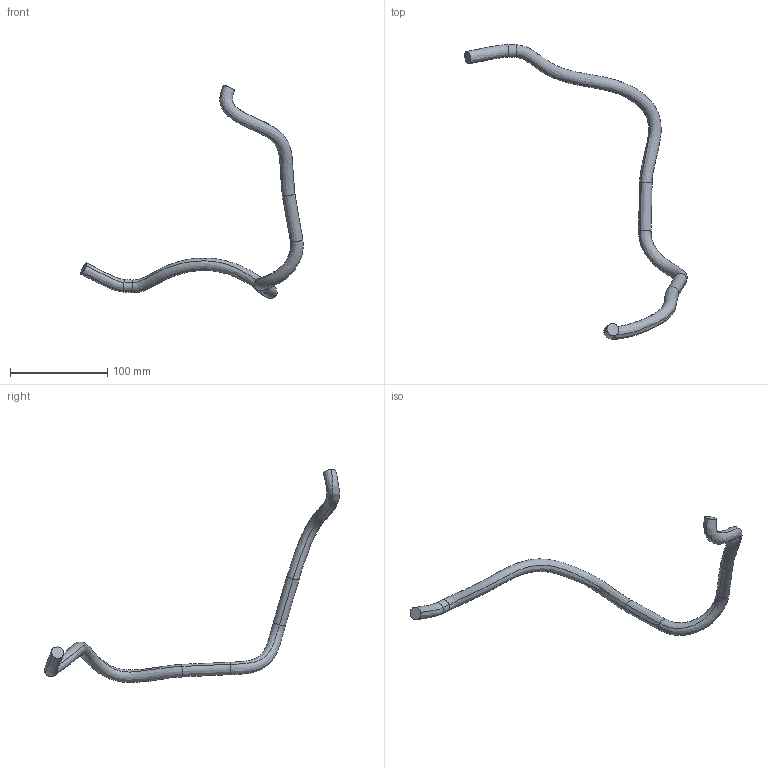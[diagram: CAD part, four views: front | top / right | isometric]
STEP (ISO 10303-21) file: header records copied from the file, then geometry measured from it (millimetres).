
FILE_DESCRIPTION(('Open CASCADE Model'),'2;1');
FILE_NAME('Open CASCADE Shape Model','2025-01-13T18:03:29',('Author'),( 'Open CASCADE'),'Open CASCADE STEP processor 7.7','Open CASCADE 7.7' ,'Unknown');
FILE_SCHEMA(('AUTOMOTIVE_DESIGN { 1 0 10303 214 1 1 1 1 }'));
Length unit declared in the file: metre
Products named in the file (1): Open CASCADE STEP translator 7.7 1
Bounding box: 228.82 x 303.19 x 219.16 mm (x, y, z)
Volume: 83989.1 mm3; surface area: 26019.7 mm2
Topology: 1 solids, 1 shells, 16 faces, 30 edges, 16 vertices
Faces by surface type: bspline 14, plane 2
Entity records: 2282 total; most frequent: CARTESIAN_POINT 2089, ORIENTED_EDGE 60, EDGE_CURVE 30, ADVANCED_FACE 16, FACE_BOUND 16, EDGE_LOOP 16, VERTEX_POINT 16, B_SPLINE_CURVE_WITH_KNOTS 14
